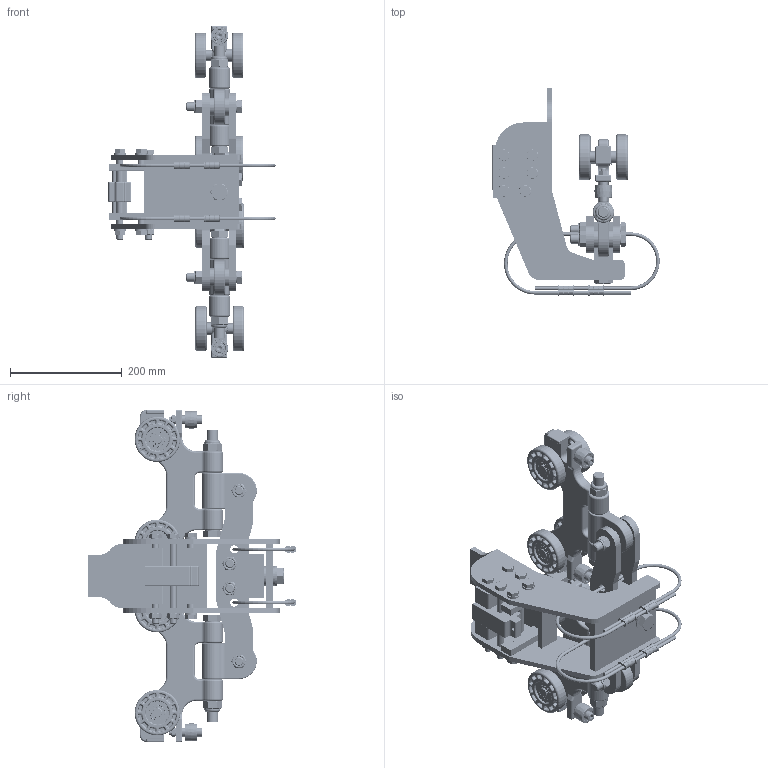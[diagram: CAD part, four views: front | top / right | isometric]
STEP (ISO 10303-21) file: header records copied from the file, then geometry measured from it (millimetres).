
FILE_DESCRIPTION((''),'2;1');
FILE_NAME('22620.stp','2011-03-08T11:44:16',('jholman'),(''),'Autodesk Inventor 2009','Autodesk Inventor 2009','');
FILE_SCHEMA(('AUTOMOTIVE_DESIGN { 1 0 10303 214 1 1 1 1 }'));
Length unit declared in the file: inch
Products named in the file (42): 22620; 3D118YF4D; 3D117YF4D; 3D119YF4D; ANSI/AFBMA 21.1 NT - Thrust Needle Roller And Cage Assembly (Inch) 20NT01; 3D11D9B4B; Hex Cap Screw - Inch 3/4-10 UNC - 2.75_2; Plain Washer (Inch) 3/4 - narrow - Type A; Pin - Slotted Spring (Inch) 3/16 x 1 3/8; 3D11CYF4A; 20011; 3D11X4B4D; 3D11JDF4B; 3D11I6B4A; 3D11H6B4A; 3D11ODF4B; 3D11KDF4A; 3D11MDF4A; 3D11LDF4A; 3D11NDF4A; Hex Nut - UNC (Regular Thread - Inch) 3/8 - 16; Hex Cap Screw - Metric M20 x 180; 3D1173G4D; 3D11FDF4B; 3D11HDF4B; 3D11IDF4A; AS 1420 - Metric M10 x 50; 3D113IE4C; 3D112IE4C; 3D110IE4B; Prevailing Torque Type Hex Nut - UNC (Regular Thread - Inch)  (IFI) 1/2 - 13 Metal Type; Hex Cap Screw - Inch 1/2-13 UNC - 6; 3D11DYF4B; Hex Cap Screw - Inch 1/2-13 UNC - 1.25; Helical Spring Lock Washers 0.5; 3D11EYF4A; 3D111MD4A; 3D1191G4A; Hex Cap Screw - Inch 5/8-11 UNC - 3.5; 3D117CB4B ...
Assembly tree (86 placements, depth 4):
  22620
    3D118YF4D
    3D117YF4D
    3D119YF4D  x2
    ANSI/AFBMA 21.1 NT - Thrust Needle Roller And Cage Assembly (Inch) 20NT01  x2
    3D11D9B4B  x4
    Hex Cap Screw - Inch 3/4-10 UNC - 2.75_2
    Plain Washer (Inch) 3/4 - narrow - Type A
    Pin - Slotted Spring (Inch) 3/16 x 1 3/8
    3D11CYF4A  x4
    20011  x2
      3D11X4B4D
      3D11JDF4B
      3D11I6B4A
      3D11H6B4A
      3D11ODF4B
        3D11KDF4A
        3D11MDF4A  x2
        3D11LDF4A
        3D11NDF4A
      Hex Nut - UNC (Regular Thread - Inch) 3/8 - 16
      Hex Cap Screw - Metric M20 x 180
      3D1173G4D
      3D11FDF4B
        3D11HDF4B
        3D11IDF4A
      AS 1420 - Metric M10 x 50
    3D113IE4C
      3D112IE4C
      3D110IE4B
    Prevailing Torque Type Hex Nut - UNC (Regular Thread - Inch)  (IFI) 1/2 - 13 Metal Type  x4
    Hex Cap Screw - Inch 1/2-13 UNC - 6  x4
    3D11DYF4B  x2
    Hex Cap Screw - Inch 1/2-13 UNC - 1.25  x4
    Helical Spring Lock Washers 0.5  x4
    3D11EYF4A  x2
    3D111MD4A  x4
    3D1191G4A  x4
    Hex Cap Screw - Inch 5/8-11 UNC - 3.5  x4
    3D117CB4B  x2
      3D115CB4B
      3D116CB4A
Bounding box: 299.07 x 373.03 x 593.74 mm (x, y, z)
Volume: 4231601.9 mm3; surface area: 1078988.7 mm2
Topology: 153 solids, 153 shells, 10574 faces, 24228 edges, 13488 vertices
Faces by surface type: bspline 4594, plane 2345, cylinder 1554, torus 1120, cone 705, sphere 256
Full cylindrical faces by diameter (mm): 2 x32, 4.763 x1, 6.35 x6, 9.525 x12, 9.754 x4, 10 x4, 12.7 x16, 13.386 x4, 13.494 x1, 15.875 x10, 15.977 x8, 16 x4, 16.954 x16, 16.993 x8, 17.145 x8, 17.374 x4, 17.463 x4, 17.602 x2, 17.78 x4, 17.882 x4, 18.974 x2, 19.05 x14, 20 x4, 20.625 x1, 21.431 x4, 22.098 x8, 22.174 x8, 22.225 x16, 22.606 x4, 23.114 x4
Entity records: 87524 total; most frequent: CARTESIAN_POINT 41655, ORIENTED_EDGE 9116, DIRECTION 8776, EDGE_CURVE 4558, AXIS2_PLACEMENT_3D 3700, VERTEX_POINT 2783, EDGE_LOOP 2621, FACE_OUTER_BOUND 2161
